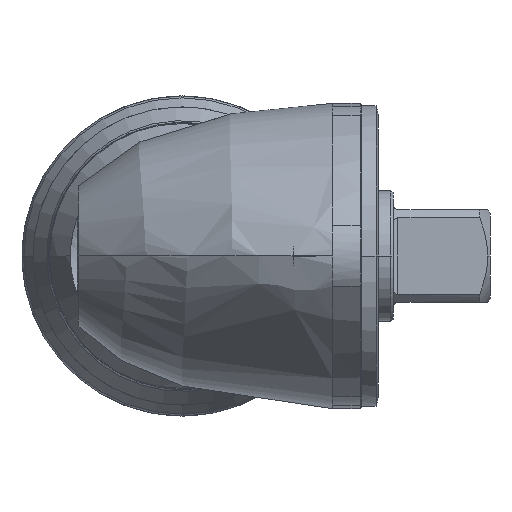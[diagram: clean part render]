
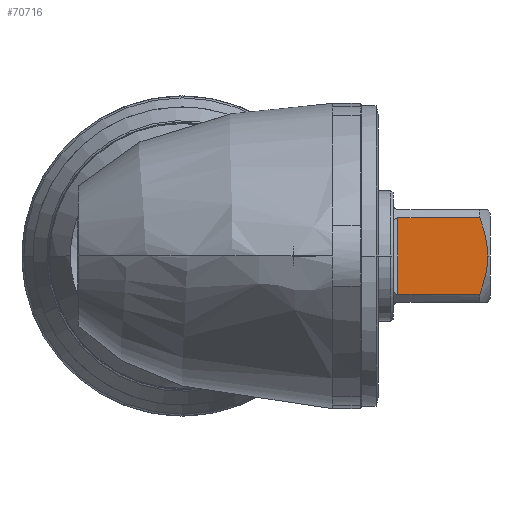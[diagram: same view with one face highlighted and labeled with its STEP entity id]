
A CAD part, left-side view. The second image highlights one B-rep face of the part: STEP entity #70716.
In plain terms, the highlighted planar face has unit normal (-1, 0, 0).
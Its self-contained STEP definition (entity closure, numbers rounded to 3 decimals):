
#69748=DIRECTION('',(0.,0.,1.));
#69749=VECTOR('',#69748,15.819);
#69750=CARTESIAN_POINT('',(-233.95,-44.5,-7.909));
#69751=LINE('',#69750,#69749);
#69752=CARTESIAN_POINT('',(-233.95,-63.038,0.));
#69753=CARTESIAN_POINT('',(-233.95,-63.038,0.141));
#69754=CARTESIAN_POINT('',(-233.95,-63.035,0.424));
#69755=CARTESIAN_POINT('',(-233.95,-63.018,0.847));
#69756=CARTESIAN_POINT('',(-233.95,-62.991,1.269));
#69757=CARTESIAN_POINT('',(-233.95,-62.954,1.692));
#69758=CARTESIAN_POINT('',(-233.95,-62.906,2.113));
#69759=CARTESIAN_POINT('',(-233.95,-62.849,2.534));
#69760=CARTESIAN_POINT('',(-233.95,-62.782,2.956));
#69761=CARTESIAN_POINT('',(-233.95,-62.705,3.378));
#69762=CARTESIAN_POINT('',(-233.95,-62.619,3.801));
#69763=CARTESIAN_POINT('',(-233.95,-62.524,4.227));
#69764=CARTESIAN_POINT('',(-233.95,-62.419,4.656));
#69765=CARTESIAN_POINT('',(-233.95,-62.305,5.091));
#69766=CARTESIAN_POINT('',(-233.95,-62.181,5.532));
#69767=CARTESIAN_POINT('',(-233.95,-62.047,5.982));
#69768=CARTESIAN_POINT('',(-233.95,-61.902,6.441));
#69769=CARTESIAN_POINT('',(-233.95,-61.746,6.913));
#69770=CARTESIAN_POINT('',(-233.95,-61.578,7.401));
#69771=CARTESIAN_POINT('',(-233.95,-61.456,7.738));
#69772=CARTESIAN_POINT('',(-233.95,-61.393,7.909));
#69774=CARTESIAN_POINT('',(-233.95,-61.393,-7.909));
#69775=CARTESIAN_POINT('',(-233.95,-61.453,-7.745));
#69776=CARTESIAN_POINT('',(-233.95,-61.57,-7.421));
#69777=CARTESIAN_POINT('',(-233.95,-61.733,-6.953));
#69778=CARTESIAN_POINT('',(-233.95,-61.883,-6.5));
#69779=CARTESIAN_POINT('',(-233.95,-62.023,-6.06));
#69780=CARTESIAN_POINT('',(-233.95,-62.153,-5.63));
#69781=CARTESIAN_POINT('',(-233.95,-62.273,-5.208));
#69782=CARTESIAN_POINT('',(-233.95,-62.384,-4.793));
#69783=CARTESIAN_POINT('',(-233.95,-62.486,-4.385));
#69784=CARTESIAN_POINT('',(-233.95,-62.58,-3.98));
#69785=CARTESIAN_POINT('',(-233.95,-62.665,-3.578));
#69786=CARTESIAN_POINT('',(-233.95,-62.742,-3.179));
#69787=CARTESIAN_POINT('',(-233.95,-62.81,-2.781));
#69788=CARTESIAN_POINT('',(-233.95,-62.87,-2.384));
#69789=CARTESIAN_POINT('',(-233.95,-62.921,-1.987));
#69790=CARTESIAN_POINT('',(-233.95,-62.964,-1.591));
#69791=CARTESIAN_POINT('',(-233.95,-62.997,-1.193));
#69792=CARTESIAN_POINT('',(-233.95,-63.021,-0.796));
#69793=CARTESIAN_POINT('',(-233.95,-63.035,-0.398));
#69794=CARTESIAN_POINT('',(-233.95,-63.038,-0.133));
#69795=CARTESIAN_POINT('',(-233.95,-63.038,0.));
#69797=DIRECTION('',(0.,-1.,0.));
#69798=VECTOR('',#69797,16.893);
#69799=CARTESIAN_POINT('',(-233.95,-44.5,7.909));
#69800=LINE('',#69799,#69798);
#70064=DIRECTION('',(0.,-1.,0.));
#70065=VECTOR('',#70064,16.893);
#70066=CARTESIAN_POINT('',(-233.95,-44.5,-7.909));
#70067=LINE('',#70066,#70065);
#70163=VERTEX_POINT('',#69752);
#70164=VERTEX_POINT('',#69772);
#70165=VERTEX_POINT('',#69774);
#70193=CARTESIAN_POINT('',(-233.95,-44.5,-7.909));
#70194=CARTESIAN_POINT('',(-233.95,-44.5,7.909));
#70195=VERTEX_POINT('',#70193);
#70196=VERTEX_POINT('',#70194);
#70700=CARTESIAN_POINT('',(-233.95,-43.5,30.9));
#70701=DIRECTION('',(1.,0.,0.));
#70702=DIRECTION('',(0.,-1.,0.));
#70703=AXIS2_PLACEMENT_3D('',#70700,#70701,#70702);
#70704=PLANE('',#70703);
#70705=ORIENTED_EDGE('',*,*,#70690,.T.);
#70707=ORIENTED_EDGE('',*,*,#70706,.T.);
#70709=ORIENTED_EDGE('',*,*,#70708,.F.);
#70711=ORIENTED_EDGE('',*,*,#70710,.F.);
#70713=ORIENTED_EDGE('',*,*,#70712,.F.);
#70714=EDGE_LOOP('',(#70705,#70707,#70709,#70711,#70713));
#70715=FACE_OUTER_BOUND('',#70714,.F.);
#70716=ADVANCED_FACE('',(#70715),#70704,.F.);
#69773=B_SPLINE_CURVE_WITH_KNOTS('',3,(#69752,#69753,#69754,#69755,#69756,
#69757,#69758,#69759,#69760,#69761,#69762,#69763,#69764,#69765,#69766,#69767,
#69768,#69769,#69770,#69771,#69772),.UNSPECIFIED.,.F.,.F.,(4,1,1,1,1,1,1,1,1,1,
1,1,1,1,1,1,1,1,4),(0.,0.056,0.111,0.167,
0.222,0.278,0.333,0.389,
0.444,0.5,0.556,0.611,0.667,
0.722,0.778,0.833,0.889,
0.944,1.),.UNSPECIFIED.);
#69796=B_SPLINE_CURVE_WITH_KNOTS('',3,(#69774,#69775,#69776,#69777,#69778,
#69779,#69780,#69781,#69782,#69783,#69784,#69785,#69786,#69787,#69788,#69789,
#69790,#69791,#69792,#69793,#69794,#69795),.UNSPECIFIED.,.F.,.F.,(4,1,1,1,1,1,1,
1,1,1,1,1,1,1,1,1,1,1,1,4),(0.,0.053,0.105,
0.158,0.211,0.263,0.316,
0.368,0.421,0.474,0.526,
0.579,0.632,0.684,0.737,
0.789,0.842,0.895,0.947,1.),
.UNSPECIFIED.);
#70690=EDGE_CURVE('',#70195,#70196,#69751,.T.);
#70706=EDGE_CURVE('',#70196,#70164,#69800,.T.);
#70708=EDGE_CURVE('',#70163,#70164,#69773,.T.);
#70710=EDGE_CURVE('',#70165,#70163,#69796,.T.);
#70712=EDGE_CURVE('',#70195,#70165,#70067,.T.);
